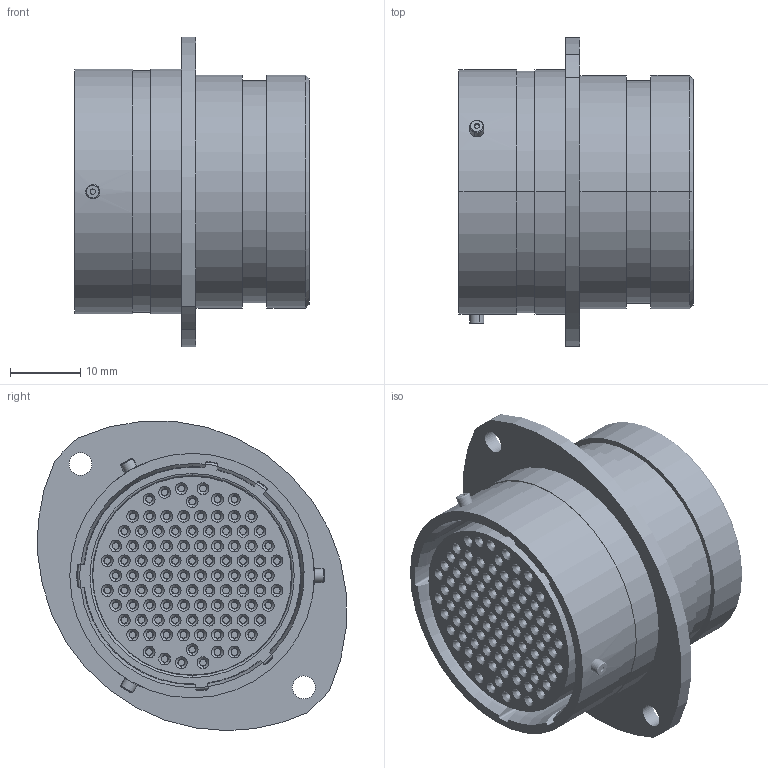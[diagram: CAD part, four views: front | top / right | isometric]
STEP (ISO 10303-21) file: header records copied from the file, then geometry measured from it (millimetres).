
FILE_DESCRIPTION (( 'STEP AP214' ), '1' );
FILE_NAME ('AS022-35SN.STEP', '2013-05-24T10:05:08', ( 'TE Connectivity' ), ( 'TE Connectivity' ), 'SwSTEP 2.0', 'SolidWorks 2011', '' );
FILE_SCHEMA (( 'AUTOMOTIVE_DESIGN' ));
Length unit declared in the file: inch
Products named in the file (1): AS022-35SN
Bounding box: 33.31 x 43.94 x 44 mm (x, y, z)
Volume: 23165.1 mm3; surface area: 27890.9 mm2
Topology: 9 solids, 9 shells, 2113 faces, 4701 edges, 2716 vertices
Faces by surface type: torus 820, cone 620, cylinder 504, plane 153, sphere 16
Entity records: 87468 total; most frequent: DIRECTION 12355, CARTESIAN_POINT 9799, ORIENTED_EDGE 9366, AXIS2_PLACEMENT_3D 5600, EDGE_CURVE 4683, CIRCLE 3488, VERTEX_POINT 2708, EDGE_LOOP 2645
